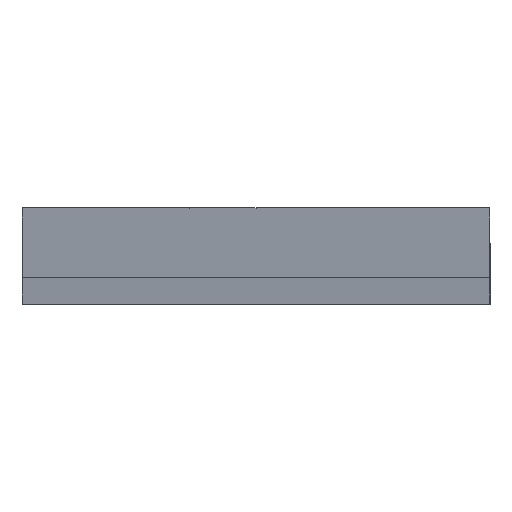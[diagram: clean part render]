
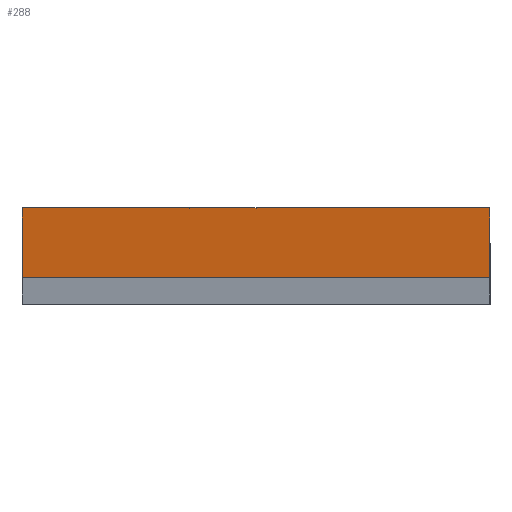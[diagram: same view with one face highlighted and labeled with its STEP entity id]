
A CAD part, left-side view. The second image highlights one B-rep face of the part: STEP entity #288.
In plain terms, the highlighted planar face has unit normal (-0.174, 0, 0.985).
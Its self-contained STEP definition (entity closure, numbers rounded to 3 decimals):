
#24=FACE_OUTER_BOUND('',#40,.T.);
#40=EDGE_LOOP('',(#228,#229,#230,#231,#232,#233));
#51=LINE('',#410,#89);
#65=LINE('',#439,#103);
#71=LINE('',#451,#109);
#73=LINE('',#454,#111);
#76=LINE('',#460,#114);
#77=LINE('',#461,#115);
#89=VECTOR('',#335,10.);
#103=VECTOR('',#359,10.);
#109=VECTOR('',#369,10.);
#111=VECTOR('',#373,10.);
#114=VECTOR('',#378,10.);
#115=VECTOR('',#379,10.);
#126=VERTEX_POINT('',#407);
#127=VERTEX_POINT('',#409);
#137=VERTEX_POINT('',#438);
#140=VERTEX_POINT('',#448);
#141=VERTEX_POINT('',#450);
#143=VERTEX_POINT('',#459);
#151=EDGE_CURVE('',#127,#126,#51,.T.);
#165=EDGE_CURVE('',#137,#127,#65,.T.);
#171=EDGE_CURVE('',#141,#140,#71,.T.);
#173=EDGE_CURVE('',#140,#137,#73,.T.);
#176=EDGE_CURVE('',#143,#126,#76,.T.);
#177=EDGE_CURVE('',#143,#141,#77,.T.);
#228=ORIENTED_EDGE('',*,*,#173,.T.);
#229=ORIENTED_EDGE('',*,*,#165,.T.);
#230=ORIENTED_EDGE('',*,*,#151,.T.);
#231=ORIENTED_EDGE('',*,*,#176,.F.);
#232=ORIENTED_EDGE('',*,*,#177,.T.);
#233=ORIENTED_EDGE('',*,*,#171,.T.);
#270=PLANE('',#318);
#288=ADVANCED_FACE('',(#24),#270,.T.);
#318=AXIS2_PLACEMENT_3D('',#458,#376,#377);
#335=DIRECTION('',(0.,1.,0.));
#359=DIRECTION('',(0.,1.,0.));
#369=DIRECTION('',(0.,-1.,0.));
#373=DIRECTION('',(0.985,0.,0.174));
#376=DIRECTION('center_axis',(-0.174,0.,0.985));
#377=DIRECTION('ref_axis',(0.985,0.,0.174));
#378=DIRECTION('',(0.,-1.,0.));
#379=DIRECTION('',(-0.985,0.,-0.174));
#407=CARTESIAN_POINT('',(-60.,4.387,2.));
#409=CARTESIAN_POINT('',(-60.,-0.613,2.));
#410=CARTESIAN_POINT('',(-60.,16.887,2.));
#438=CARTESIAN_POINT('',(-60.,-18.113,2.));
#439=CARTESIAN_POINT('',(-60.,16.887,2.));
#448=CARTESIAN_POINT('',(-89.653,-18.113,-3.229));
#450=CARTESIAN_POINT('',(-89.653,16.887,-3.229));
#451=CARTESIAN_POINT('',(-89.653,-18.113,-3.229));
#454=CARTESIAN_POINT('',(-60.,-18.113,2.));
#458=CARTESIAN_POINT('Origin',(-74.827,-0.613,-0.614));
#459=CARTESIAN_POINT('',(-60.,16.887,2.));
#460=CARTESIAN_POINT('',(-60.,16.887,2.));
#461=CARTESIAN_POINT('',(-89.653,16.887,-3.229));
